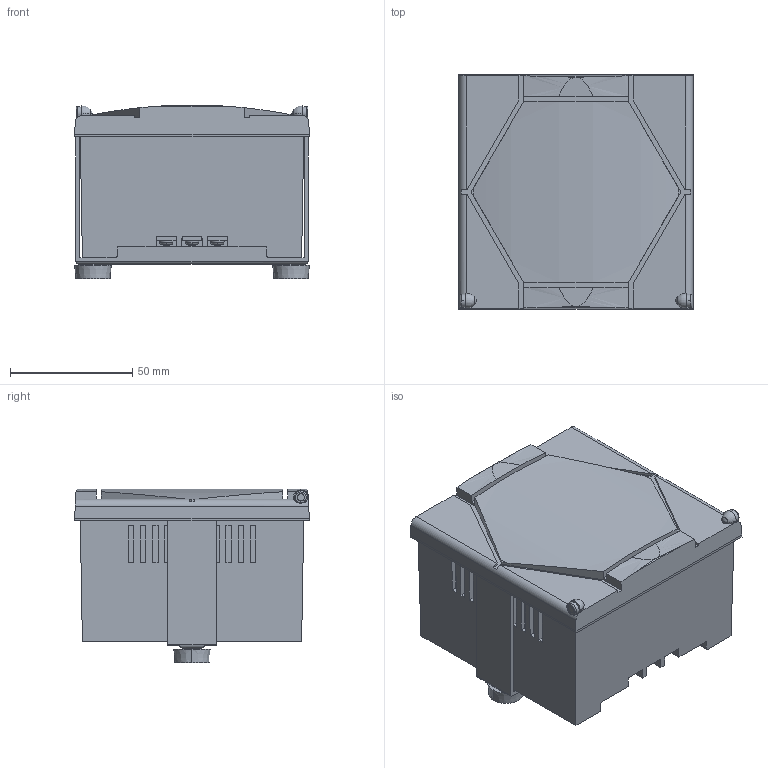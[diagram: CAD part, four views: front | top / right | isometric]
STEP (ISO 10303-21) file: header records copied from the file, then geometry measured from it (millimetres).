
FILE_DESCRIPTION(('STEP AP242'),'1');
FILE_NAME('siren_alarm_xvs_96bmbn.stp','2021-09-28T15:45:47',('TraceParts'),('TraceParts S.A.'),'Spatial InterOp 3D',' ',' ');
FILE_SCHEMA(('AP242_MANAGED_MODEL_BASED_3D_ENGINEERING_MIM_LF {1 0 10303 442 1 1 4}'));
Length unit declared in the file: millimetre
Products named in the file (1): siren_alarm_xvs_96bmbn
Bounding box: 96 x 96 x 71.1 mm (x, y, z)
Volume: 495492.7 mm3; surface area: 51134.2 mm2
Topology: 1 solids, 1 shells, 475 faces, 1253 edges, 822 vertices
Faces by surface type: plane 266, cylinder 121, torus 52, cone 36
Entity records: 16113 total; most frequent: CARTESIAN_POINT 4248, ORIENTED_EDGE 2498, DIRECTION 2431, EDGE_CURVE 1249, AXIS2_PLACEMENT_3D 836, VERTEX_POINT 822, LINE 759, VECTOR 759
